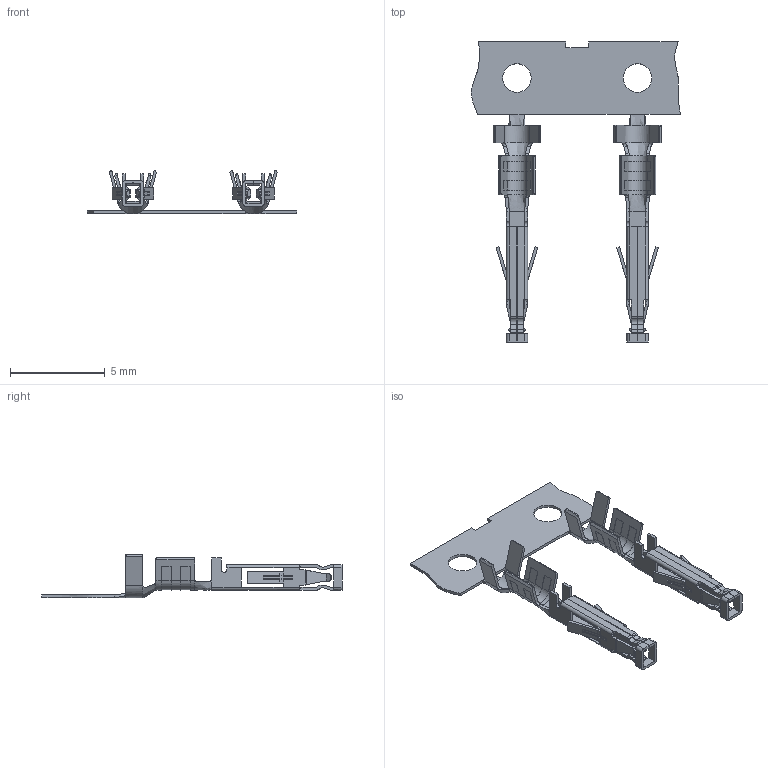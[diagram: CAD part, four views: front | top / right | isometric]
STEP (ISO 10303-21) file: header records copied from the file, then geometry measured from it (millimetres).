
FILE_DESCRIPTION( ( 'Unknown' ), '1' );
FILE_NAME( '662x0313722.stp', 'Unknown', ( 'Unknown' ), ( 'Unknown' ), 'PSStep 18.0.17', 'Unknown', ' ' );
FILE_SCHEMA( ( 'AUTOMOTIVE_DESIGN { 1 0 10303 214 1 1 1 1 }' ) );
Length unit declared in the file: millimetre
Products named in the file (2): Assem1; 662x0313722_DUAL
Assembly tree (1 placements, depth 2):
  Assem1
    662x0313722_DUAL
Bounding box: 11.01 x 15.8 x 2.3 mm (x, y, z)
Volume: 17.1 mm3; surface area: 261.4 mm2
Topology: 1 solids, 1 shells, 588 faces, 1658 edges, 1056 vertices
Faces by surface type: plane 346, cylinder 216, bspline 24, extrusion 2
Full cylindrical faces by diameter (mm): 1.5 x2
Entity records: 26737 total; most frequent: CARTESIAN_POINT 7083, ORIENTED_EDGE 3312, DIRECTION 2874, EDGE_CURVE 1656, VECTOR 1110, LINE 1108, VERTEX_POINT 1056, AXIS2_PLACEMENT_3D 882
